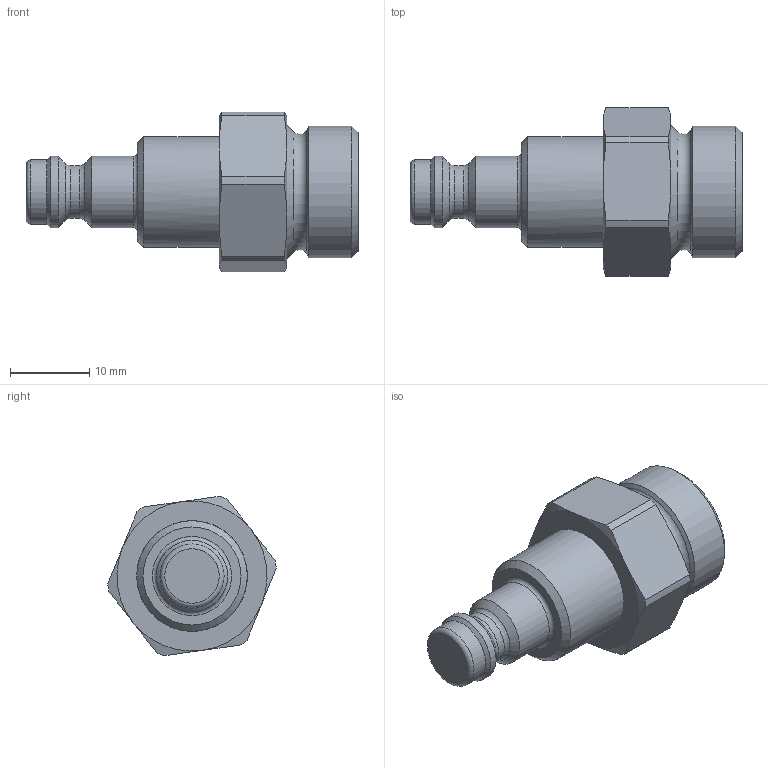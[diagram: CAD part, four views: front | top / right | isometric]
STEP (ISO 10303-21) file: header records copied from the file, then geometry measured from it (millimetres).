
FILE_DESCRIPTION((''),'2;1');
FILE_NAME('21sbaw17rvx.stp','2013-03-19T15:25:12',('IA176480'),(''),'Autodesk Inventor 2011','Autodesk Inventor 2011','');
FILE_SCHEMA(('AUTOMOTIVE_DESIGN { 1 0 10303 214 1 1 1 1 }'));
Length unit declared in the file: millimetre
Products named in the file (1): D106163
Bounding box: 42 x 21.31 x 20.18 mm (x, y, z)
Volume: 6831.2 mm3; surface area: 2722.2 mm2
Topology: 1 solids, 3 shells, 57 faces, 120 edges, 71 vertices
Faces by surface type: cone 22, cylinder 16, plane 14, torus 5
Full cylindrical faces by diameter (mm): 6.7 x1, 8.1 x1, 9 x2, 11.255 x2, 12 x2, 14 x1, 16.662 x1
Entity records: 1420 total; most frequent: CARTESIAN_POINT 264, DIRECTION 238, ORIENTED_EDGE 182, AXIS2_PLACEMENT_3D 113, EDGE_CURVE 91, EDGE_LOOP 88, VERTEX_POINT 67, FACE_OUTER_BOUND 57
